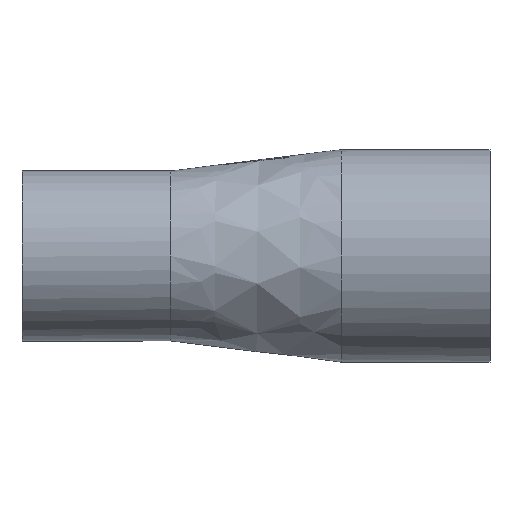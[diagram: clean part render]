
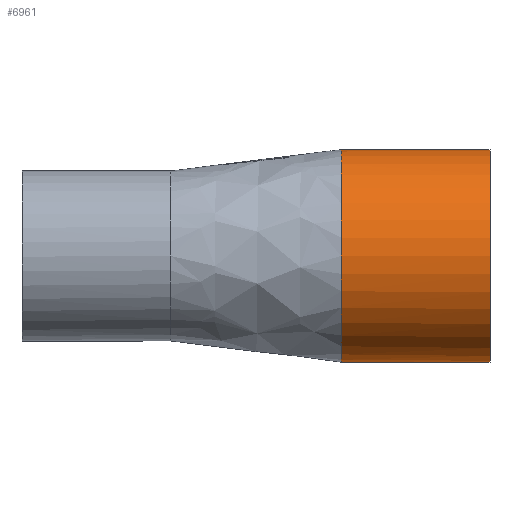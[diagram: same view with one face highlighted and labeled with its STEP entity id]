
A CAD part, front view. The second image highlights one B-rep face of the part: STEP entity #6961.
In plain terms, the highlighted cylindrical face has radius 31.75 mm (diameter 63.5 mm), a full revolution.
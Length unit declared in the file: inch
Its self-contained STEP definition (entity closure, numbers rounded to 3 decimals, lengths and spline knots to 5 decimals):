
#14=CYLINDRICAL_SURFACE('',#7194,1.25);
#430=FACE_BOUND('',#1978,.T.);
#1567=FACE_OUTER_BOUND('',#1977,.T.);
#1977=EDGE_LOOP('',(#6503,#6504));
#1978=EDGE_LOOP('',(#6505));
#2042=CIRCLE('',#7037,1.25);
#2043=CIRCLE('',#7038,1.25);
#2060=CIRCLE('',#7195,1.25);
#2889=VERTEX_POINT('',#9862);
#2890=VERTEX_POINT('',#9865);
#3339=VERTEX_POINT('',#16495);
#3599=EDGE_CURVE('',#2889,#2890,#2042,.T.);
#3600=EDGE_CURVE('',#2890,#2889,#2043,.T.);
#4399=EDGE_CURVE('',#3339,#3339,#2060,.T.);
#6503=ORIENTED_EDGE('',*,*,#3600,.F.);
#6504=ORIENTED_EDGE('',*,*,#3599,.F.);
#6505=ORIENTED_EDGE('',*,*,#4399,.F.);
#6961=ADVANCED_FACE('',(#1567,#430),#14,.T.);
#7037=AXIS2_PLACEMENT_3D('',#9866,#7349,#7350);
#7038=AXIS2_PLACEMENT_3D('',#9867,#7351,#7352);
#7194=AXIS2_PLACEMENT_3D('',#16494,#8006,#8007);
#7195=AXIS2_PLACEMENT_3D('',#16496,#8008,#8009);
#7349=DIRECTION('center_axis',(-1.,0.,0.));
#7350=DIRECTION('ref_axis',(0.,-1.,0.));
#7351=DIRECTION('center_axis',(-1.,0.,0.));
#7352=DIRECTION('ref_axis',(0.,-1.,0.));
#8006=DIRECTION('center_axis',(-1.,0.,0.));
#8007=DIRECTION('ref_axis',(0.,0.,-1.));
#8008=DIRECTION('center_axis',(1.,0.,0.));
#8009=DIRECTION('ref_axis',(0.,0.,-1.));
#9862=CARTESIAN_POINT('',(2.,0.23106,1.24986));
#9865=CARTESIAN_POINT('',(2.,-1.,0.));
#9866=CARTESIAN_POINT('Origin',(2.,0.25,0.));
#9867=CARTESIAN_POINT('Origin',(2.,0.25,0.));
#16494=CARTESIAN_POINT('Origin',(3.75,0.25,0.));
#16495=CARTESIAN_POINT('',(3.75,0.25,1.25));
#16496=CARTESIAN_POINT('Origin',(3.75,0.25,0.));
